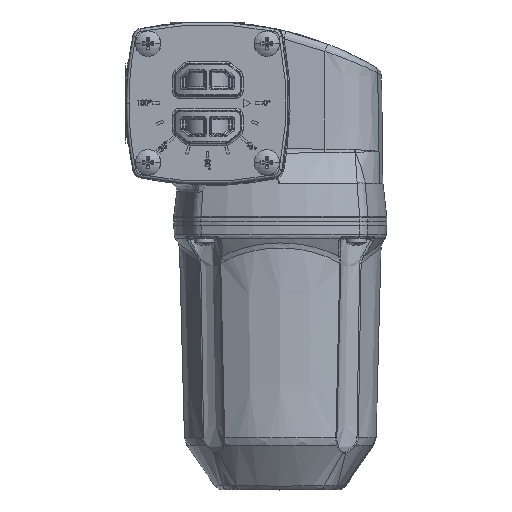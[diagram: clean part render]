
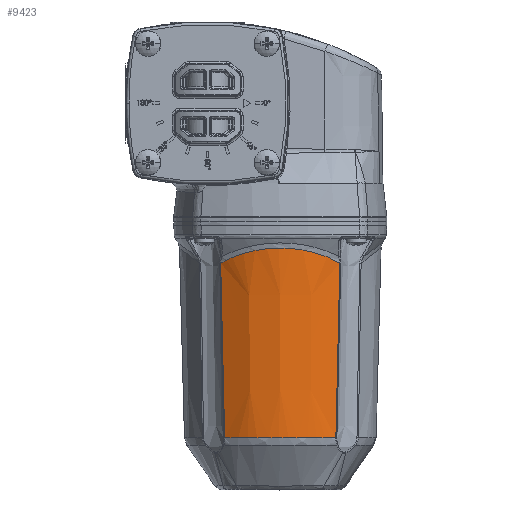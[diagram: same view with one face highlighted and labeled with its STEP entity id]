
A CAD part, top view. The second image highlights one B-rep face of the part: STEP entity #9423.
In plain terms, the highlighted conical face has half-angle 1.5 degrees and reference radius 37.7 mm.
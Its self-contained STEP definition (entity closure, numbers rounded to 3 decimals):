
#9423 = ADVANCED_FACE ( 'NONE', ( #68268 ), #68269, .T. ) ;
#16473 = EDGE_CURVE ( 'NONE', #45778, #45920, #87623, .T. ) ;
#16475 = EDGE_CURVE ( 'NONE', #45920, #45936, #87624, .T. ) ;
#16477 = EDGE_CURVE ( 'NONE', #45936, #45939, #87625, .T. ) ;
#16479 = EDGE_CURVE ( 'NONE', #45939, #45778, #87626, .T. ) ;
#40814 = EDGE_LOOP ( 'NONE', ( #52232, #52234, #52236, #52239 ) ) ;
#45778 = VERTEX_POINT ( 'NONE', #48055 ) ;
#45920 = VERTEX_POINT ( 'NONE', #48116 ) ;
#45936 = VERTEX_POINT ( 'NONE', #48124 ) ;
#45939 = VERTEX_POINT ( 'NONE', #48126 ) ;
#48055 = CARTESIAN_POINT ( 'NONE',  ( 22.336, -60.069, 30.304 ) ) ;
#48116 = CARTESIAN_POINT ( 'NONE',  ( -22.336, -60.069, 30.304 ) ) ;
#48124 = CARTESIAN_POINT ( 'NONE',  ( -20.856, -125.461, 29.262 ) ) ;
#48126 = CARTESIAN_POINT ( 'NONE',  ( 20.856, -125.461, 29.262 ) ) ;
#52232 = ORIENTED_EDGE ( 'NONE', *, *, #16473, .T. ) ;
#52234 = ORIENTED_EDGE ( 'NONE', *, *, #16475, .T. ) ;
#52236 = ORIENTED_EDGE ( 'NONE', *, *, #16477, .T. ) ;
#52239 = ORIENTED_EDGE ( 'NONE', *, *, #16479, .T. ) ;
#56411 = CARTESIAN_POINT ( 'NONE',  ( 20.727, -59.121, 31.521 ) ) ;
#56413 = CARTESIAN_POINT ( 'NONE',  ( 22.336, -60.069, 30.304 ) ) ;
#56418 = CARTESIAN_POINT ( 'NONE',  ( 19.022, -58.292, 32.602 ) ) ;
#56420 = CARTESIAN_POINT ( 'NONE',  ( 15.467, -56.87, 34.472 ) ) ;
#56422 = CARTESIAN_POINT ( 'NONE',  ( 13.618, -56.277, 35.26 ) ) ;
#56424 = CARTESIAN_POINT ( 'NONE',  ( 9.827, -55.329, 36.524 ) ) ;
#56426 = CARTESIAN_POINT ( 'NONE',  ( 7.885, -54.974, 37.001 ) ) ;
#56428 = CARTESIAN_POINT ( 'NONE',  ( 3.962, -54.5, 37.636 ) ) ;
#56430 = CARTESIAN_POINT ( 'NONE',  ( 1.981, -54.381, 37.795 ) ) ;
#56432 = CARTESIAN_POINT ( 'NONE',  ( -1.972, -54.381, 37.795 ) ) ;
#56434 = CARTESIAN_POINT ( 'NONE',  ( -3.954, -54.499, 37.637 ) ) ;
#56436 = CARTESIAN_POINT ( 'NONE',  ( -7.879, -54.973, 37.002 ) ) ;
#56438 = CARTESIAN_POINT ( 'NONE',  ( -9.822, -55.328, 36.525 ) ) ;
#56440 = CARTESIAN_POINT ( 'NONE',  ( -13.614, -56.276, 35.261 ) ) ;
#56442 = CARTESIAN_POINT ( 'NONE',  ( -15.464, -56.869, 34.473 ) ) ;
#56444 = CARTESIAN_POINT ( 'NONE',  ( -19.02, -58.291, 32.603 ) ) ;
#56446 = CARTESIAN_POINT ( 'NONE',  ( -20.726, -59.121, 31.521 ) ) ;
#56448 = CARTESIAN_POINT ( 'NONE',  ( -22.336, -60.069, 30.304 ) ) ;
#56455 = CARTESIAN_POINT ( 'NONE',  ( -21.835, -81.866, 29.964 ) ) ;
#56457 = CARTESIAN_POINT ( 'NONE',  ( -22.336, -60.069, 30.304 ) ) ;
#56460 = CARTESIAN_POINT ( 'NONE',  ( -21.342, -103.663, 29.616 ) ) ;
#56461 = CARTESIAN_POINT ( 'NONE',  ( -20.856, -125.461, 29.262 ) ) ;
#56470 = CARTESIAN_POINT ( 'NONE',  ( -17.836, -125.453, 31.414 ) ) ;
#56471 = CARTESIAN_POINT ( 'NONE',  ( -20.856, -125.461, 29.262 ) ) ;
#56475 = CARTESIAN_POINT ( 'NONE',  ( -14.481, -125.447, 33.095 ) ) ;
#56477 = CARTESIAN_POINT ( 'NONE',  ( -7.417, -125.439, 35.355 ) ) ;
#56479 = CARTESIAN_POINT ( 'NONE',  ( -3.709, -125.437, 35.934 ) ) ;
#56480 = CARTESIAN_POINT ( 'NONE',  ( 3.708, -125.437, 35.934 ) ) ;
#56481 = CARTESIAN_POINT ( 'NONE',  ( 7.416, -125.439, 35.355 ) ) ;
#56483 = CARTESIAN_POINT ( 'NONE',  ( 14.481, -125.447, 33.095 ) ) ;
#56484 = CARTESIAN_POINT ( 'NONE',  ( 17.836, -125.453, 31.414 ) ) ;
#56486 = CARTESIAN_POINT ( 'NONE',  ( 20.856, -125.461, 29.262 ) ) ;
#56493 = CARTESIAN_POINT ( 'NONE',  ( 21.342, -103.663, 29.616 ) ) ;
#56495 = CARTESIAN_POINT ( 'NONE',  ( 20.856, -125.461, 29.262 ) ) ;
#56500 = CARTESIAN_POINT ( 'NONE',  ( 21.835, -81.866, 29.964 ) ) ;
#56501 = CARTESIAN_POINT ( 'NONE',  ( 22.336, -60.069, 30.304 ) ) ;
#68268 = FACE_OUTER_BOUND ( 'NONE', #40814, .T. ) ;
#68269 = CONICAL_SURFACE ( 'NONE', #96782, 37.7, 0.026 ) ;
#70476 = DIRECTION ( 'NONE',  ( -1., 0., 0. ) ) ;
#70477 = DIRECTION ( 'NONE',  ( 0., 1., 0. ) ) ;
#70527 = CARTESIAN_POINT ( 'NONE',  ( 0., -58., 0. ) ) ;
#87623 = B_SPLINE_CURVE_WITH_KNOTS ( 'NONE', 3,
 ( #56413, #56411, #56418, #56420, #56422, #56424, #56426, #56428, #56430, #56432, #56434, #56436, #56438, #56440, #56442, #56444, #56446, #56448 ),
 .UNSPECIFIED., .F., .F.,
 ( 4, 2, 2, 2, 2, 2, 2, 2, 4 ),
 ( 0.007, 0.13, 0.254, 0.377, 0.5, 0.623, 0.746, 0.87, 0.993 ),
 .UNSPECIFIED. ) ;
#87624 = B_SPLINE_CURVE_WITH_KNOTS ( 'NONE', 3,
 ( #56457, #56455, #56460, #56461 ),
 .UNSPECIFIED., .F., .F.,
 ( 4, 4 ),
 ( 0., 0.065 ),
 .UNSPECIFIED. ) ;
#87625 = B_SPLINE_CURVE_WITH_KNOTS ( 'NONE', 3,
 ( #56471, #56470, #56475, #56477, #56479, #56480, #56481, #56483, #56484, #56486 ),
 .UNSPECIFIED., .F., .F.,
 ( 4, 2, 2, 2, 4 ),
 ( 0.007, 0.254, 0.5, 0.746, 0.993 ),
 .UNSPECIFIED. ) ;
#87626 = B_SPLINE_CURVE_WITH_KNOTS ( 'NONE', 3,
 ( #56495, #56493, #56500, #56501 ),
 .UNSPECIFIED., .F., .F.,
 ( 4, 4 ),
 ( 0., 0.065 ),
 .UNSPECIFIED. ) ;
#96782 = AXIS2_PLACEMENT_3D ( 'NONE', #70527, #70477, #70476 ) ;
